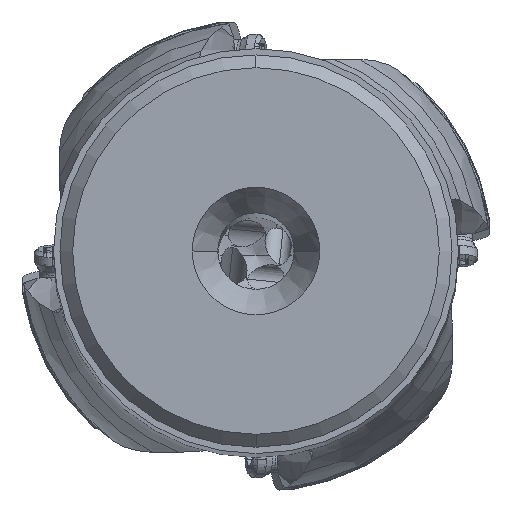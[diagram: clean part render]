
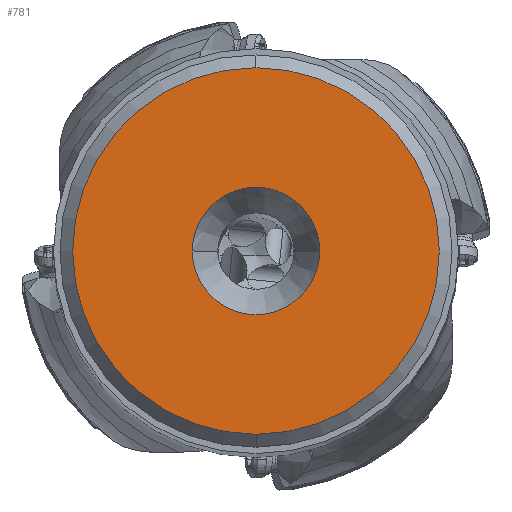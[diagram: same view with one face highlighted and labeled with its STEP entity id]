
A CAD part, top view. The second image highlights one B-rep face of the part: STEP entity #781.
In plain terms, the highlighted planar face has unit normal (0, 0, 1).
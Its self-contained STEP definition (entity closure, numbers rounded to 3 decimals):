
#781=ADVANCED_FACE('',(#1211,#1212),#1127,.T.);
#1127=PLANE('',#7825);
#1211=FACE_BOUND('',#1302,.T.);
#1212=FACE_BOUND('',#1303,.T.);
#1302=EDGE_LOOP('',(#3193,#3194,#3195,#3196));
#1303=EDGE_LOOP('',(#3197,#3198));
#2330=CIRCLE('',#7818,5.);
#2331=CIRCLE('',#7820,14.375);
#2332=CIRCLE('',#7821,14.375);
#2333=CIRCLE('',#7822,14.375);
#2334=CIRCLE('',#7823,14.375);
#2335=CIRCLE('',#7824,5.);
#3193=ORIENTED_EDGE('',*,*,#6183,.F.);
#3194=ORIENTED_EDGE('',*,*,#6184,.F.);
#3195=ORIENTED_EDGE('',*,*,#6185,.F.);
#3196=ORIENTED_EDGE('',*,*,#6186,.F.);
#3197=ORIENTED_EDGE('',*,*,#6187,.F.);
#3198=ORIENTED_EDGE('',*,*,#6182,.F.);
#5324=VERTEX_POINT('',#15316);
#5325=VERTEX_POINT('',#15318);
#5326=VERTEX_POINT('',#15322);
#5327=VERTEX_POINT('',#15323);
#5328=VERTEX_POINT('',#15325);
#5329=VERTEX_POINT('',#15327);
#6182=EDGE_CURVE('',#5325,#5324,#2330,.T.);
#6183=EDGE_CURVE('',#5326,#5327,#2331,.T.);
#6184=EDGE_CURVE('',#5328,#5326,#2332,.T.);
#6185=EDGE_CURVE('',#5329,#5328,#2333,.T.);
#6186=EDGE_CURVE('',#5327,#5329,#2334,.T.);
#6187=EDGE_CURVE('',#5324,#5325,#2335,.T.);
#7818=AXIS2_PLACEMENT_3D('',#15319,#8904,#8905);
#7820=AXIS2_PLACEMENT_3D('',#15321,#8908,#8909);
#7821=AXIS2_PLACEMENT_3D('',#15324,#8910,#8911);
#7822=AXIS2_PLACEMENT_3D('',#15326,#8912,#8913);
#7823=AXIS2_PLACEMENT_3D('',#15328,#8914,#8915);
#7824=AXIS2_PLACEMENT_3D('',#15329,#8916,#8917);
#7825=AXIS2_PLACEMENT_3D('',#15330,#8918,#8919);
#8904=DIRECTION('',(0.,0.,1.));
#8905=DIRECTION('',(1.,0.,0.));
#8908=DIRECTION('',(0.,0.,-1.));
#8909=DIRECTION('',(-1.,0.,0.));
#8910=DIRECTION('',(0.,0.,-1.));
#8911=DIRECTION('',(0.,-1.,0.));
#8912=DIRECTION('',(0.,0.,-1.));
#8913=DIRECTION('',(1.,0.,0.));
#8914=DIRECTION('',(0.,0.,-1.));
#8915=DIRECTION('',(0.,1.,0.));
#8916=DIRECTION('',(0.,0.,1.));
#8917=DIRECTION('',(-1.,0.,0.));
#8918=DIRECTION('',(0.,0.,1.));
#8919=DIRECTION('',(1.,0.,0.));
#15316=CARTESIAN_POINT('',(-5.,0.,0.));
#15318=CARTESIAN_POINT('',(5.,0.,0.));
#15319=CARTESIAN_POINT('',(0.,0.,0.));
#15321=CARTESIAN_POINT('',(0.,0.,0.));
#15322=CARTESIAN_POINT('',(-14.375,0.,0.));
#15323=CARTESIAN_POINT('',(0.,14.375,0.));
#15324=CARTESIAN_POINT('',(0.,0.,0.));
#15325=CARTESIAN_POINT('',(0.,-14.375,0.));
#15326=CARTESIAN_POINT('',(0.,0.,0.));
#15327=CARTESIAN_POINT('',(14.375,0.,0.));
#15328=CARTESIAN_POINT('',(0.,0.,0.));
#15329=CARTESIAN_POINT('',(0.,0.,0.));
#15330=CARTESIAN_POINT('',(0.,0.,0.));
